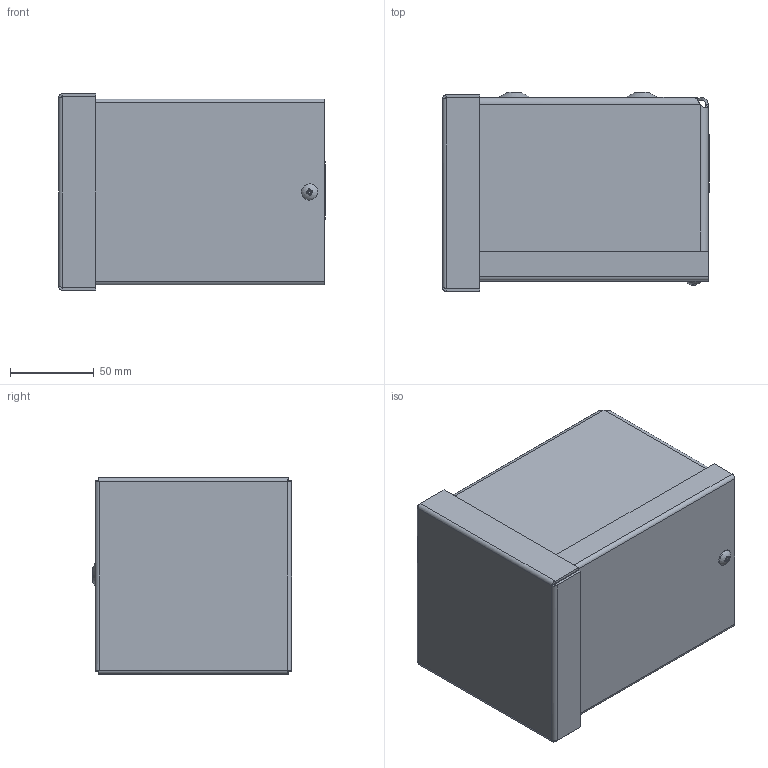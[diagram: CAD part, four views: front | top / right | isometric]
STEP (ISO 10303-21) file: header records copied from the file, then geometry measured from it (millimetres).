
FILE_DESCRIPTION((''),'2;1');
FILE_NAME('RSC040604.stp','2013-06-27T08:04:59',('samuelbadillo'),(''),'Autodesk Inventor 2012','Autodesk Inventor 2012','');
FILE_SCHEMA(('AUTOMOTIVE_DESIGN { 1 0 10303 214 1 1 1 1 }'));
Length unit declared in the file: inch
Products named in the file (7): RSC040604; RSC040604_WRAP; RSC0406_LID; RSC0404_CAP; RSC0604_BKP; Cross Recessed Truss Head Tapping Screw - Type F - Type IA No. 8 - 32 - 3/8; o
Assembly tree (6 placements, depth 2):
  RSC040604
    RSC040604_WRAP
    RSC0406_LID
    RSC0404_CAP
    RSC0604_BKP
    Cross Recessed Truss Head Tapping Screw - Type F - Type IA No. 8 - 32 - 3/8
    o
Bounding box: 159.52 x 119.09 x 117.47 mm (x, y, z)
Volume: 203073.5 mm3; surface area: 263483 mm2
Topology: 5 solids, 5 shells, 348 faces, 807 edges, 491 vertices
Faces by surface type: plane 155, cylinder 76, bspline 54, torus 28, cone 18, sphere 17
Full cylindrical faces by diameter (mm): 3.759 x1, 4.166 x1, 4.191 x1, 5.803 x1, 7.62 x2, 7.95 x2, 9.754 x1
Entity records: 11569 total; most frequent: CARTESIAN_POINT 3695, ORIENTED_EDGE 1530, DIRECTION 1380, EDGE_CURVE 765, VERTEX_POINT 490, AXIS2_PLACEMENT_3D 463, VECTOR 454, LINE 454
